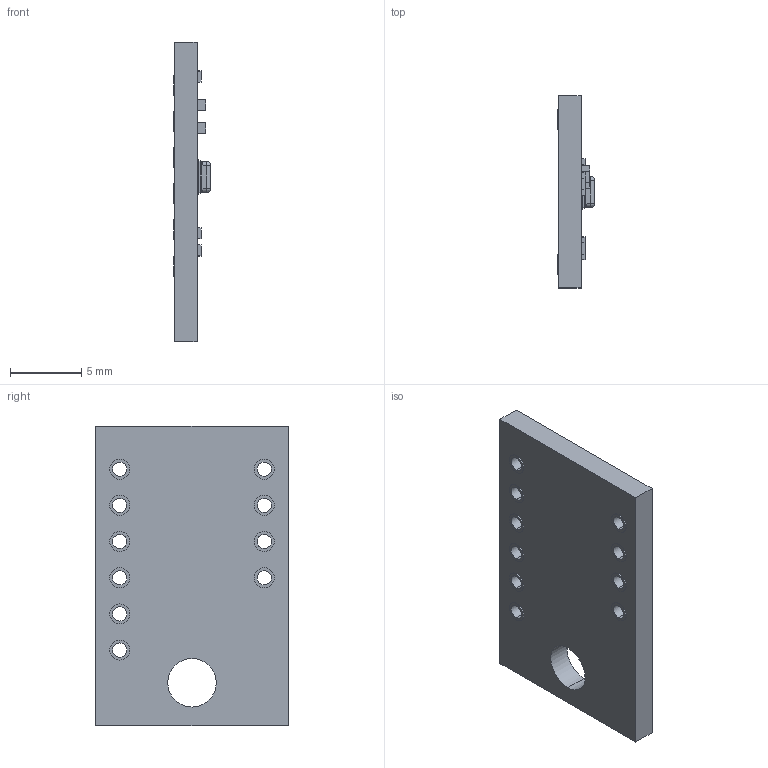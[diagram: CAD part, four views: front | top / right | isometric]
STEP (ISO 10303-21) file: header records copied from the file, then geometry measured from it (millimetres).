
FILE_DESCRIPTION((''),'2;1');
FILE_NAME('BME280_SPARKFUN_ASM','2020-04-26T15:48:32',('jn'),(''),'CREO PARAMETRIC BY PTC INC, 2018500','CREO PARAMETRIC BY PTC INC, 2018500','');
FILE_SCHEMA(('CONFIG_CONTROL_DESIGN'));
Products named in the file (5): BME280_PCB; BME280; C0603; R0603; BME280_SPARKFUN_ASM
Assembly tree (8 placements, depth 2):
  BME280_SPARKFUN_ASM
    BME280_PCB
    BME280
    C0603  x2
    R0603  x4
Bounding box: 2.58 x 13.5 x 21 mm (x, y, z)
Volume: 435.3 mm3; surface area: 772.8 mm2
Topology: 8 solids, 8 shells, 2117 faces, 5763 edges, 3742 vertices
Faces by surface type: plane 1560, extrusion 285, cylinder 208, sphere 48, bspline 12, torus 4
Entity records: 60494 total; most frequent: CARTESIAN_POINT 15579, ORIENTED_EDGE 9758, DIRECTION 8252, EDGE_CURVE 4879, VECTOR 4482, LINE 4353, VERTEX_POINT 3238, EDGE_LOOP 1887
